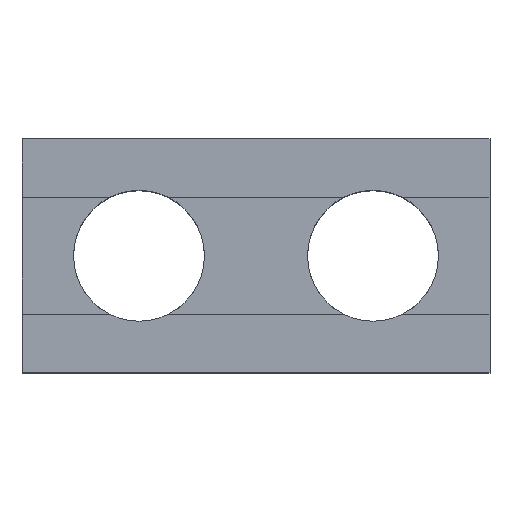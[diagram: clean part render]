
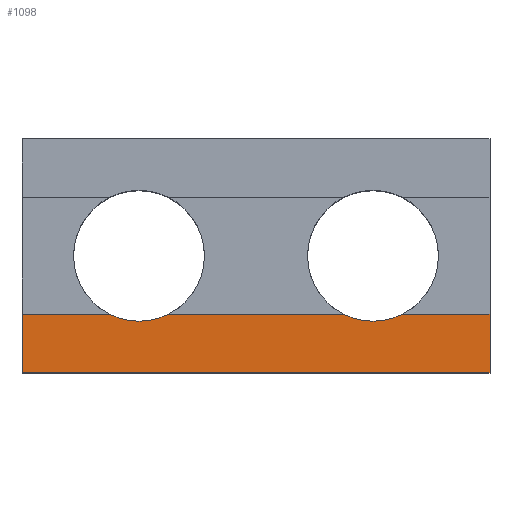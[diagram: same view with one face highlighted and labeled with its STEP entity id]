
A CAD part, top view. The second image highlights one B-rep face of the part: STEP entity #1098.
In plain terms, the highlighted planar face has unit normal (0, 0, 1).
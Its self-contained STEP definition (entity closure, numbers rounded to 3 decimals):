
#13 = VECTOR ( 'NONE', #896, 1000. ) ;
#24 = EDGE_CURVE ( 'NONE', #237, #2437, #1933, .T. ) ;
#60 = EDGE_LOOP ( 'NONE', ( #104, #2671, #297, #2310, #1122, #1502, #421, #1429 ) ) ;
#104 = ORIENTED_EDGE ( 'NONE', *, *, #1578, .T. ) ;
#152 = VECTOR ( 'NONE', #246, 1000. ) ;
#161 = VERTEX_POINT ( 'NONE', #2397 ) ;
#205 = VECTOR ( 'NONE', #2237, 1000. ) ;
#237 = VERTEX_POINT ( 'NONE', #2630 ) ;
#238 = DIRECTION ( 'NONE',  ( 1., 0., 0. ) ) ;
#246 = DIRECTION ( 'NONE',  ( 1., 0., 0. ) ) ;
#297 = ORIENTED_EDGE ( 'NONE', *, *, #2563, .T. ) ;
#303 = EDGE_CURVE ( 'NONE', #1730, #161, #789, .T. ) ;
#353 = VECTOR ( 'NONE', #2363, 1000. ) ;
#357 = LINE ( 'NONE', #1494, #837 ) ;
#360 = DIRECTION ( 'NONE',  ( 0., 0., -1. ) ) ;
#421 = ORIENTED_EDGE ( 'NONE', *, *, #24, .T. ) ;
#428 = PLANE ( 'NONE',  #2522 ) ;
#440 = CARTESIAN_POINT ( 'NONE',  ( 0., 3.175, 12.7 ) ) ;
#539 = EDGE_CURVE ( 'NONE', #2256, #2318, #1859, .T. ) ;
#659 = CARTESIAN_POINT ( 'NONE',  ( 25.4, 0., 12.7 ) ) ;
#737 = CARTESIAN_POINT ( 'NONE',  ( 6.35, 6.35, 12.7 ) ) ;
#760 = VECTOR ( 'NONE', #238, 1000. ) ;
#789 = CIRCLE ( 'NONE', #1102, 3.55 ) ;
#790 = CARTESIAN_POINT ( 'NONE',  ( 17.462, 3.175, 12.7 ) ) ;
#820 = FACE_OUTER_BOUND ( 'NONE', #60, .T. ) ;
#837 = VECTOR ( 'NONE', #1697, 1000. ) ;
#841 = CARTESIAN_POINT ( 'NONE',  ( 0., 0., 12.7 ) ) ;
#849 = CARTESIAN_POINT ( 'NONE',  ( 0., 3.175, 12.7 ) ) ;
#896 = DIRECTION ( 'NONE',  ( 1., 0., 0. ) ) ;
#921 = CARTESIAN_POINT ( 'NONE',  ( 25.4, 3.175, 12.7 ) ) ;
#954 = DIRECTION ( 'NONE',  ( -1., 0., 0. ) ) ;
#1098 = ADVANCED_FACE ( 'NONE', ( #820 ), #428, .F. ) ;
#1102 = AXIS2_PLACEMENT_3D ( 'NONE', #737, #2181, #954 ) ;
#1122 = ORIENTED_EDGE ( 'NONE', *, *, #303, .T. ) ;
#1183 = EDGE_CURVE ( 'NONE', #237, #161, #1242, .T. ) ;
#1219 = VERTEX_POINT ( 'NONE', #659 ) ;
#1242 = LINE ( 'NONE', #440, #152 ) ;
#1254 = DIRECTION ( 'NONE',  ( -1., 0., 0. ) ) ;
#1429 = ORIENTED_EDGE ( 'NONE', *, *, #1689, .T. ) ;
#1494 = CARTESIAN_POINT ( 'NONE',  ( 0., 3.175, 12.7 ) ) ;
#1502 = ORIENTED_EDGE ( 'NONE', *, *, #1183, .F. ) ;
#1578 = EDGE_CURVE ( 'NONE', #1219, #2318, #2398, .T. ) ;
#1603 = LINE ( 'NONE', #2128, #13 ) ;
#1604 = CARTESIAN_POINT ( 'NONE',  ( 19.05, 6.35, 12.7 ) ) ;
#1632 = CARTESIAN_POINT ( 'NONE',  ( 25.4, 0., 12.7 ) ) ;
#1689 = EDGE_CURVE ( 'NONE', #2437, #1219, #1603, .T. ) ;
#1697 = DIRECTION ( 'NONE',  ( 1., 0., 0. ) ) ;
#1730 = VERTEX_POINT ( 'NONE', #2557 ) ;
#1812 = DIRECTION ( 'NONE',  ( 1., 0., 0. ) ) ;
#1859 = LINE ( 'NONE', #849, #760 ) ;
#1933 = LINE ( 'NONE', #2025, #353 ) ;
#2025 = CARTESIAN_POINT ( 'NONE',  ( 0., 0., 12.7 ) ) ;
#2060 = AXIS2_PLACEMENT_3D ( 'NONE', #1604, #360, #1812 ) ;
#2128 = CARTESIAN_POINT ( 'NONE',  ( 0., 0., 12.7 ) ) ;
#2181 = DIRECTION ( 'NONE',  ( 0., 0., -1. ) ) ;
#2208 = EDGE_CURVE ( 'NONE', #1730, #2625, #357, .T. ) ;
#2237 = DIRECTION ( 'NONE',  ( 0., 1., 0. ) ) ;
#2256 = VERTEX_POINT ( 'NONE', #2531 ) ;
#2310 = ORIENTED_EDGE ( 'NONE', *, *, #2208, .F. ) ;
#2318 = VERTEX_POINT ( 'NONE', #921 ) ;
#2363 = DIRECTION ( 'NONE',  ( 0., -1., 0. ) ) ;
#2392 = CIRCLE ( 'NONE', #2060, 3.55 ) ;
#2395 = CARTESIAN_POINT ( 'NONE',  ( 0., 0., 12.7 ) ) ;
#2397 = CARTESIAN_POINT ( 'NONE',  ( 4.762, 3.175, 12.7 ) ) ;
#2398 = LINE ( 'NONE', #1632, #205 ) ;
#2437 = VERTEX_POINT ( 'NONE', #2395 ) ;
#2490 = DIRECTION ( 'NONE',  ( 0., 0., -1. ) ) ;
#2522 = AXIS2_PLACEMENT_3D ( 'NONE', #841, #2490, #1254 ) ;
#2531 = CARTESIAN_POINT ( 'NONE',  ( 20.638, 3.175, 12.7 ) ) ;
#2557 = CARTESIAN_POINT ( 'NONE',  ( 7.938, 3.175, 12.7 ) ) ;
#2563 = EDGE_CURVE ( 'NONE', #2256, #2625, #2392, .T. ) ;
#2625 = VERTEX_POINT ( 'NONE', #790 ) ;
#2630 = CARTESIAN_POINT ( 'NONE',  ( 0., 3.175, 12.7 ) ) ;
#2671 = ORIENTED_EDGE ( 'NONE', *, *, #539, .F. ) ;
